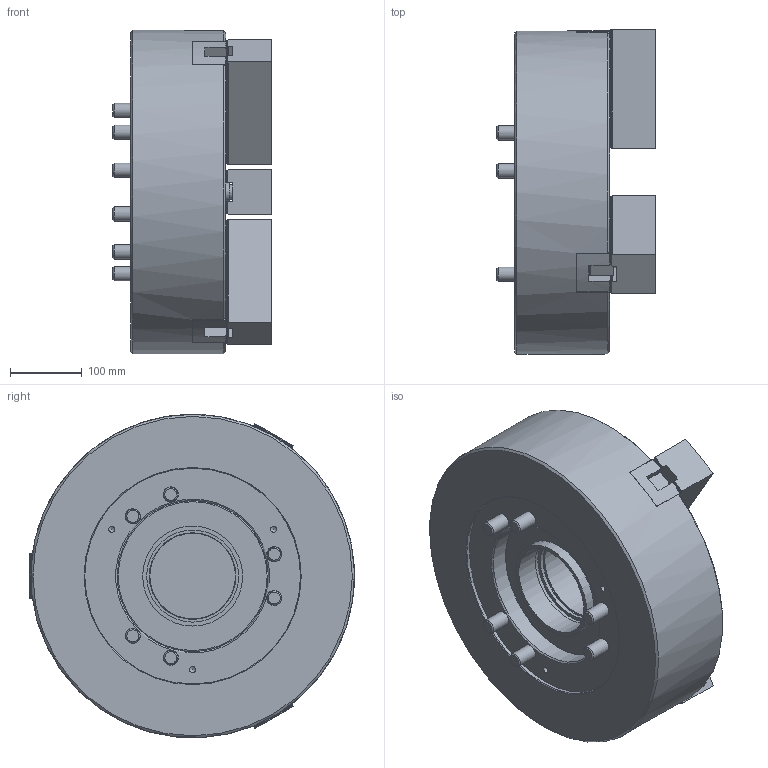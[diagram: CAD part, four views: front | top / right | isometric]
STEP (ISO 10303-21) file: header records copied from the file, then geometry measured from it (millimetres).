
FILE_DESCRIPTION (( 'STEP AP203' ), '1' );
FILE_NAME ('CF-3H-18(20).STEP', '2024-01-26T09:12:56', ( '' ), ( '' ), 'SwSTEP 2.0', 'SolidWorks 2020', '' );
FILE_SCHEMA (( 'CONFIG_CONTROL_DESIGN' ));
Length unit declared in the file: millimetre
Products named in the file (11): 圓頭內六角螺栓_M20x130; 半圓頭六角孔螺栓_M6x12; CF-3H-15-07010; CF-3H-18(20); CF-3H-18-02010; CF-3H-15-02010; CF-3H-18-01020; CF-3H-15-08000; CF-3H-215-04020(寬25.5)(T型塊); 圓頭內六角螺栓_M20x50; SJ-15P
Assembly tree (31 placements, depth 2):
  CF-3H-18(20)
    CF-3H-18-01020
    CF-3H-15-02010
    CF-3H-18-02010  x3
    CF-3H-15-07010
    CF-3H-15-08000
    CF-3H-215-04020(寬25.5)(T型塊)  x3
    SJ-15P  x3
    半圓頭六角孔螺栓_M6x12  x6
    圓頭內六角螺栓_M20x50  x6
    圓頭內六角螺栓_M20x130  x6
Bounding box: 220.25 x 451.7 x 449.72 mm (x, y, z)
Volume: 20306041.9 mm3; surface area: 1356417.4 mm2
Topology: 31 solids, 31 shells, 5677 faces, 16557 edges, 10985 vertices
Faces by surface type: plane 4188, cylinder 1374, cone 107, torus 8
Full cylindrical faces by diameter (mm): 5 x6, 6 x6, 6.6 x6, 8.5 x4, 10.5 x6, 11 x6, 14 x6, 17.5 x6, 20 x12, 21 x12, 30 x12, 32 x12, 60 x1, 120 x2, 120.5 x1, 125 x2, 128 x1, 131 x1, 139 x1, 140 x1, 210 x2, 300 x1, 450 x1
Entity records: 64871 total; most frequent: CARTESIAN_POINT 13434, ORIENTED_EDGE 11142, DIRECTION 9306, EDGE_CURVE 5571, LINE 4398, VECTOR 4398, VERTEX_POINT 3750, AXIS2_PLACEMENT_3D 2454
